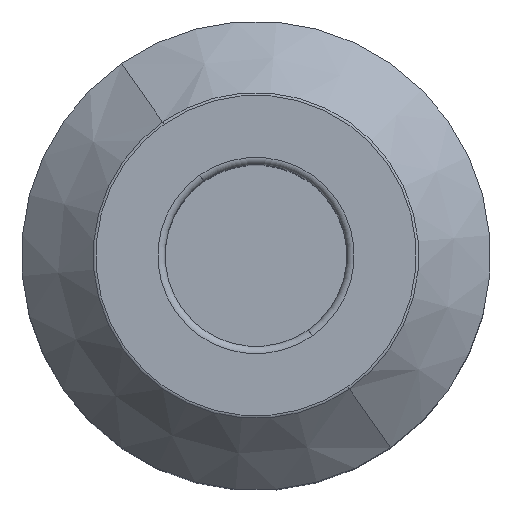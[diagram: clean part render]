
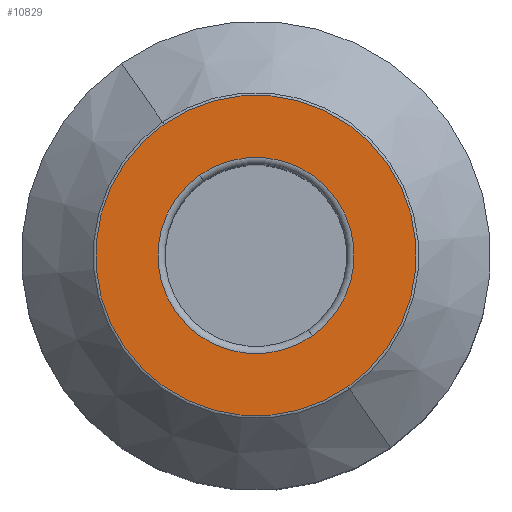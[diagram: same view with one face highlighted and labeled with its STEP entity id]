
A CAD part, top view. The second image highlights one B-rep face of the part: STEP entity #10829.
In plain terms, the highlighted planar face has unit normal (0, 0, 1).
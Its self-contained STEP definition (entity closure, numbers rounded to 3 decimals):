
#148=CARTESIAN_POINT('',(0.,0.,110.));
#149=DIRECTION('',(0.,0.,1.));
#150=DIRECTION('',(-0.574,0.819,0.));
#151=AXIS2_PLACEMENT_3D('',#148,#149,#150);
#156=CARTESIAN_POINT('',(0.,0.,110.));
#157=DIRECTION('',(0.,0.,-1.));
#158=DIRECTION('',(-0.574,0.819,0.));
#159=AXIS2_PLACEMENT_3D('',#156,#157,#158);
#180=CARTESIAN_POINT('',(0.,0.,110.));
#181=DIRECTION('',(0.,0.,-1.));
#182=DIRECTION('',(-0.574,0.819,0.));
#183=AXIS2_PLACEMENT_3D('',#180,#181,#182);
#188=CARTESIAN_POINT('',(0.,0.,110.));
#189=DIRECTION('',(0.,0.,1.));
#190=DIRECTION('',(-0.574,0.819,0.));
#191=AXIS2_PLACEMENT_3D('',#188,#189,#190);
#10562=CARTESIAN_POINT('',(-7.743,11.059,110.));
#10563=VERTEX_POINT('',#10562);
#10564=CARTESIAN_POINT('',(-12.643,18.056,110.));
#10566=VERTEX_POINT('',#10564);
#10632=CARTESIAN_POINT('',(7.743,-11.059,110.));
#10633=VERTEX_POINT('',#10632);
#10634=CARTESIAN_POINT('',(12.643,-18.056,110.));
#10636=VERTEX_POINT('',#10634);
#10814=CARTESIAN_POINT('',(0.,0.,110.));
#10815=DIRECTION('',(0.,0.,1.));
#10816=DIRECTION('',(0.574,-0.819,0.));
#10817=AXIS2_PLACEMENT_3D('',#10814,#10815,#10816);
#10818=PLANE('',#10817);
#10820=ORIENTED_EDGE('',*,*,#10819,.T.);
#10822=ORIENTED_EDGE('',*,*,#10821,.F.);
#10823=EDGE_LOOP('',(#10820,#10822));
#10824=FACE_OUTER_BOUND('',#10823,.F.);
#10825=ORIENTED_EDGE('',*,*,#10796,.T.);
#10826=ORIENTED_EDGE('',*,*,#10807,.F.);
#10827=EDGE_LOOP('',(#10825,#10826));
#10828=FACE_BOUND('',#10827,.F.);
#10829=ADVANCED_FACE('',(#10824,#10828),#10818,.T.);
#152=CIRCLE('',#151,13.5);
#160=CIRCLE('',#159,13.5);
#184=CIRCLE('',#183,22.043);
#192=CIRCLE('',#191,22.043);
#10796=EDGE_CURVE('',#10563,#10633,#152,.T.);
#10807=EDGE_CURVE('',#10563,#10633,#160,.T.);
#10819=EDGE_CURVE('',#10566,#10636,#184,.T.);
#10821=EDGE_CURVE('',#10566,#10636,#192,.T.);
